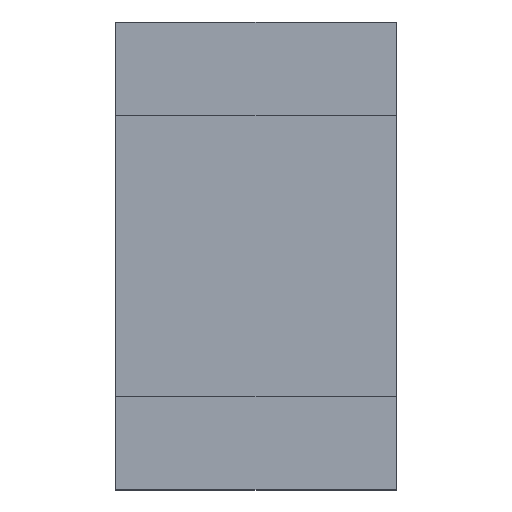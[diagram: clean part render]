
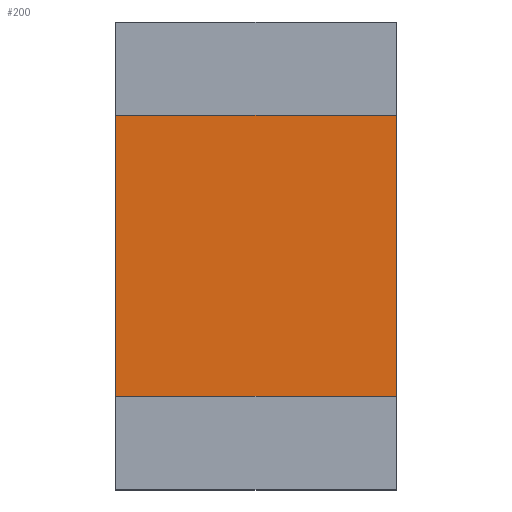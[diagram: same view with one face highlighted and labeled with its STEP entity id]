
A CAD part, top view. The second image highlights one B-rep face of the part: STEP entity #200.
In plain terms, the highlighted planar face has unit normal (0, 0, 1).
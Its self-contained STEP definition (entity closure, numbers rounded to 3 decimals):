
#18 = CARTESIAN_POINT ( 'NONE',  ( 0., 1.5, 0. ) ) ;
#45 = VERTEX_POINT ( 'NONE', #179 ) ;
#52 = ORIENTED_EDGE ( 'NONE', *, *, #66, .T. ) ;
#66 = EDGE_CURVE ( 'NONE', #196, #427, #426, .T. ) ;
#76 = DIRECTION ( 'NONE',  ( -1., 0., 0. ) ) ;
#81 = LINE ( 'NONE', #225, #284 ) ;
#96 = EDGE_LOOP ( 'NONE', ( #177, #166, #135, #52 ) ) ;
#126 = DIRECTION ( 'NONE',  ( 0., -1., 0. ) ) ;
#133 = VERTEX_POINT ( 'NONE', #474 ) ;
#135 = ORIENTED_EDGE ( 'NONE', *, *, #262, .F. ) ;
#136 = CARTESIAN_POINT ( 'NONE',  ( 3., 1.5, 0. ) ) ;
#149 = DIRECTION ( 'NONE',  ( 0., 0., -1. ) ) ;
#166 = ORIENTED_EDGE ( 'NONE', *, *, #247, .F. ) ;
#177 = ORIENTED_EDGE ( 'NONE', *, *, #441, .T. ) ;
#179 = CARTESIAN_POINT ( 'NONE',  ( 0., -1.5, 0. ) ) ;
#196 = VERTEX_POINT ( 'NONE', #367 ) ;
#200 = ADVANCED_FACE ( 'NONE', ( #425 ), #294, .F. ) ;
#225 = CARTESIAN_POINT ( 'NONE',  ( 3., -1.5, 0. ) ) ;
#235 = VECTOR ( 'NONE', #466, 1000. ) ;
#237 = LINE ( 'NONE', #275, #303 ) ;
#247 = EDGE_CURVE ( 'NONE', #133, #45, #317, .T. ) ;
#262 = EDGE_CURVE ( 'NONE', #196, #133, #81, .T. ) ;
#263 = CARTESIAN_POINT ( 'NONE',  ( 3., -1.5, 0. ) ) ;
#275 = CARTESIAN_POINT ( 'NONE',  ( 0., -1.5, 0. ) ) ;
#284 = VECTOR ( 'NONE', #444, 1000. ) ;
#291 = CARTESIAN_POINT ( 'NONE',  ( 3., -1.5, 0. ) ) ;
#294 = PLANE ( 'NONE',  #462 ) ;
#303 = VECTOR ( 'NONE', #126, 1000. ) ;
#317 = LINE ( 'NONE', #291, #372 ) ;
#327 = DIRECTION ( 'NONE',  ( -1., 0., 0. ) ) ;
#367 = CARTESIAN_POINT ( 'NONE',  ( 3., 1.5, 0. ) ) ;
#372 = VECTOR ( 'NONE', #76, 1000. ) ;
#425 = FACE_OUTER_BOUND ( 'NONE', #96, .T. ) ;
#426 = LINE ( 'NONE', #136, #235 ) ;
#427 = VERTEX_POINT ( 'NONE', #18 ) ;
#441 = EDGE_CURVE ( 'NONE', #427, #45, #237, .T. ) ;
#444 = DIRECTION ( 'NONE',  ( 0., -1., 0. ) ) ;
#462 = AXIS2_PLACEMENT_3D ( 'NONE', #263, #149, #327 ) ;
#466 = DIRECTION ( 'NONE',  ( -1., 0., 0. ) ) ;
#474 = CARTESIAN_POINT ( 'NONE',  ( 3., -1.5, 0. ) ) ;
